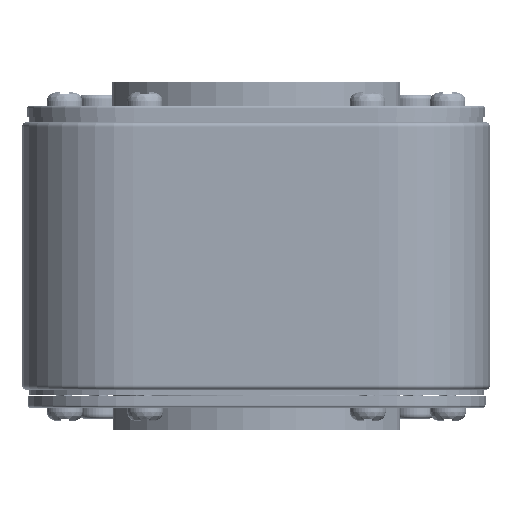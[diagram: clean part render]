
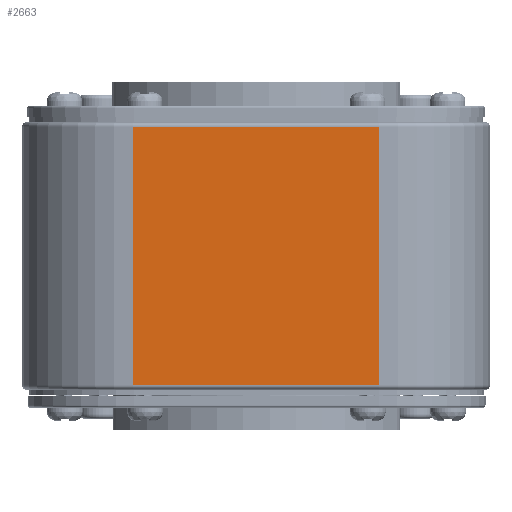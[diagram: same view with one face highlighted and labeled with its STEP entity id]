
A CAD part, front view. The second image highlights one B-rep face of the part: STEP entity #2663.
In plain terms, the highlighted planar face has unit normal (0, -1, 0).
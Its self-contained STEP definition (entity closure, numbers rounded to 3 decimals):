
#2663=ADVANCED_FACE('',(#4570),#3696,.F.);
#3696=PLANE('',#23301);
#4570=FACE_OUTER_BOUND('',#5933,.T.);
#5933=EDGE_LOOP('',(#10562,#10563,#10564,#10565));
#10562=ORIENTED_EDGE('',*,*,#17462,.F.);
#10563=ORIENTED_EDGE('',*,*,#17463,.T.);
#10564=ORIENTED_EDGE('',*,*,#17459,.T.);
#10565=ORIENTED_EDGE('',*,*,#17464,.T.);
#14871=VERTEX_POINT('',#117715);
#14872=VERTEX_POINT('',#117716);
#14873=VERTEX_POINT('',#117721);
#14874=VERTEX_POINT('',#117722);
#17459=EDGE_CURVE('',#14871,#14872,#19788,.T.);
#17462=EDGE_CURVE('',#14873,#14874,#19789,.T.);
#17463=EDGE_CURVE('',#14873,#14871,#19790,.T.);
#17464=EDGE_CURVE('',#14872,#14874,#19791,.T.);
#19788=LINE('',#117714,#21435);
#19789=LINE('',#117720,#21436);
#19790=LINE('',#117723,#21437);
#19791=LINE('',#117724,#21438);
#21435=VECTOR('',#27016,1.);
#21436=VECTOR('',#27023,1.);
#21437=VECTOR('',#27024,1.);
#21438=VECTOR('',#27025,1.);
#23301=AXIS2_PLACEMENT_3D('',#117725,#27026,#27027);
#27016=DIRECTION('',(0.,0.,-1.));
#27023=DIRECTION('',(0.,0.,-1.));
#27024=DIRECTION('',(-1.,0.,0.));
#27025=DIRECTION('',(1.,0.,0.));
#27026=DIRECTION('',(0.,1.,0.));
#27027=DIRECTION('',(0.,0.,1.));
#117714=CARTESIAN_POINT('',(153.006,-105.,39.997));
#117715=CARTESIAN_POINT('',(153.006,-105.,38.997));
#117716=CARTESIAN_POINT('',(153.006,-105.,-19.003));
#117720=CARTESIAN_POINT('',(208.006,-105.,39.997));
#117721=CARTESIAN_POINT('',(208.006,-105.,38.997));
#117722=CARTESIAN_POINT('',(208.006,-105.,-19.003));
#117723=CARTESIAN_POINT('',(153.006,-105.,38.997));
#117724=CARTESIAN_POINT('',(153.006,-105.,-19.003));
#117725=CARTESIAN_POINT('',(153.006,-105.,39.997));
